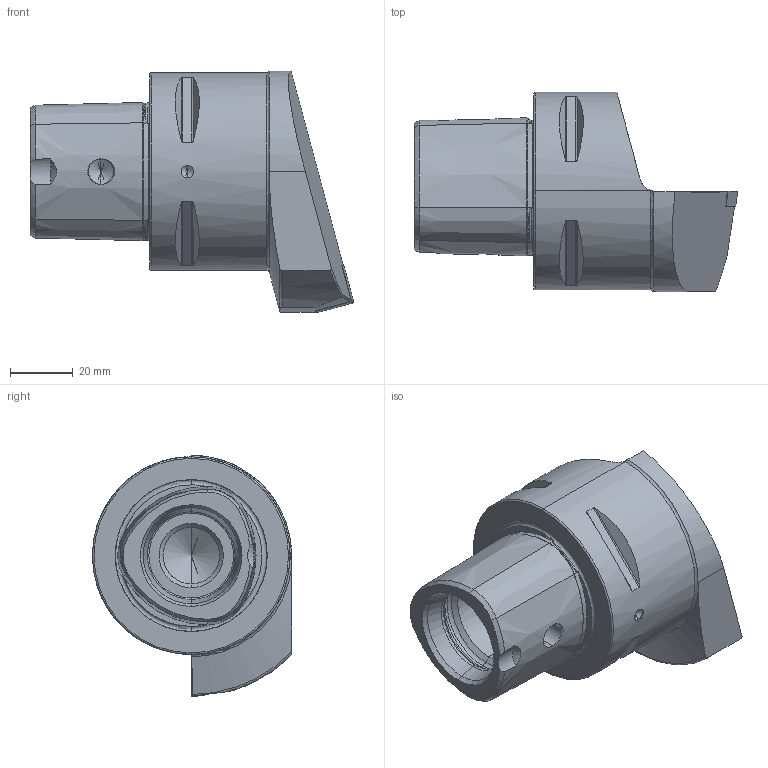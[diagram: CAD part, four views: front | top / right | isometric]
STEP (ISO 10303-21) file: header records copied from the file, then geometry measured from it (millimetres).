
FILE_DESCRIPTION (( 'STEP AP203' ), '1' );
FILE_NAME ('PS6-KSB.RBA.065.STEP', '2013-06-24T09:39:56', ( 'baer' ), ( 'Hewlett-Packard Company' ), 'SwSTEP 2.0', 'SolidWorks 2012', '' );
FILE_SCHEMA (( 'CONFIG_CONTROL_DESIGN' ));
Length unit declared in the file: millimetre
Products named in the file (5): PS6-KSB.RBA.065; KVT_MB_600_060; WCC-ER2.001.010_A; SCMT120404; PS6-KSB.RBA.065_A_Fertigbearbeitung
Assembly tree (4 placements, depth 2):
  PS6-KSB.RBA.065
    PS6-KSB.RBA.065_A_Fertigbearbeitung
    SCMT120404
    WCC-ER2.001.010_A
    KVT_MB_600_060
Bounding box: 103 x 63.5 x 77 mm (x, y, z)
Volume: 163589.6 mm3; surface area: 28843.7 mm2
Topology: 5 solids, 5 shells, 267 faces, 651 edges, 382 vertices
Faces by surface type: cone 95, cylinder 67, plane 50, torus 40, bspline 13, sphere 2
Entity records: 9098 total; most frequent: CARTESIAN_POINT 2649, ORIENTED_EDGE 1252, DIRECTION 1240, EDGE_CURVE 626, AXIS2_PLACEMENT_3D 504, VERTEX_POINT 379, EDGE_LOOP 285, FACE_OUTER_BOUND 267
